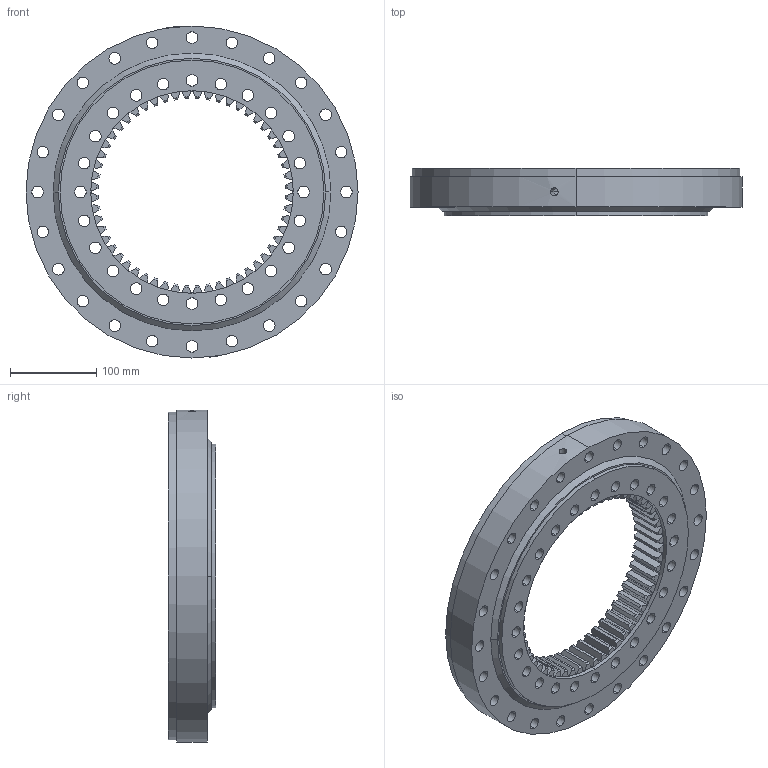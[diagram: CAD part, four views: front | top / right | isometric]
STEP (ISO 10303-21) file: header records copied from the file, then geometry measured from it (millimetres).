
FILE_DESCRIPTION (( 'STEP AP203' ), '1' );
FILE_NAME ('02-0308-01.STEP', '2017-12-26T12:19:02', ( 'defontaine' ), ( 'Hewlett-Packard Company' ), 'SwSTEP 2.0', 'SolidWorks 2016', '' );
FILE_SCHEMA (( 'CONFIG_CONTROL_DESIGN' ));
Length unit declared in the file: millimetre
Products named in the file (1): 02-0308-01
Bounding box: 385 x 55 x 385 mm (x, y, z)
Volume: 2763706.4 mm3; surface area: 521734.6 mm2
Topology: 5 solids, 5 shells, 497 faces, 1432 edges, 949 vertices
Faces by surface type: cylinder 231, plane 126, cone 120, torus 18, sphere 2
Entity records: 17280 total; most frequent: CARTESIAN_POINT 3817, ORIENTED_EDGE 2854, DIRECTION 2811, EDGE_CURVE 1427, AXIS2_PLACEMENT_3D 1118, VERTEX_POINT 946, CIRCLE 620, EDGE_LOOP 611
